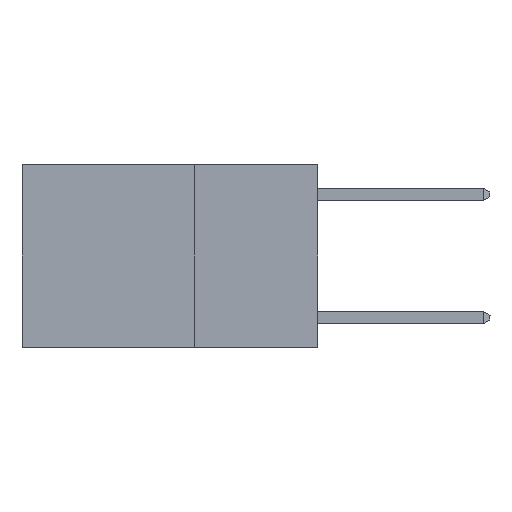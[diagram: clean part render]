
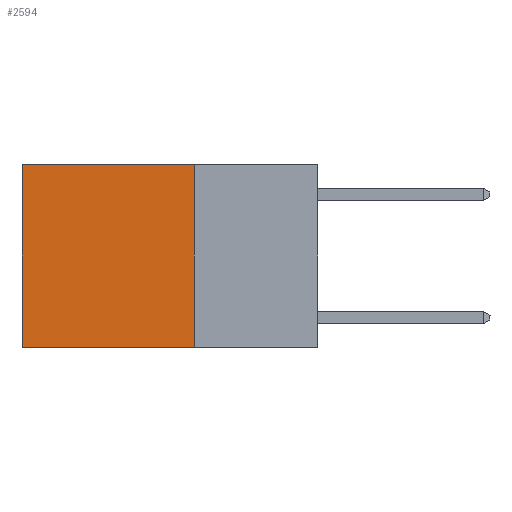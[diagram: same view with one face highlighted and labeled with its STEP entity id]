
A CAD part, left-side view. The second image highlights one B-rep face of the part: STEP entity #2594.
In plain terms, the highlighted planar face has unit normal (-1, 0, 0).
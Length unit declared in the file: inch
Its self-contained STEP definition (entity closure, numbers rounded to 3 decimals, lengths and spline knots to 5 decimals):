
#233 = LINE ( 'NONE', #7974, #2415 ) ;
#243 = ORIENTED_EDGE ( 'NONE', *, *, #9798, .F. ) ;
#572 = VERTEX_POINT ( 'NONE', #10019 ) ;
#773 = PLANE ( 'NONE',  #9198 ) ;
#1326 = VERTEX_POINT ( 'NONE', #7074 ) ;
#1512 = EDGE_LOOP ( 'NONE', ( #3111, #6125, #243, #7094 ) ) ;
#1651 = VERTEX_POINT ( 'NONE', #9299 ) ;
#1858 = DIRECTION ( 'NONE',  ( 0., 1., 0. ) ) ;
#1894 = LINE ( 'NONE', #4837, #7720 ) ;
#1931 = DIRECTION ( 'NONE',  ( 0., 1., 0. ) ) ;
#2072 = CARTESIAN_POINT ( 'NONE',  ( 0.2625, 0.25, 0. ) ) ;
#2415 = VECTOR ( 'NONE', #1931, 39.37008 ) ;
#2594 = ADVANCED_FACE ( 'NONE', ( #4010 ), #773, .F. ) ;
#2601 = DIRECTION ( 'NONE',  ( 0., 0., -1. ) ) ;
#2644 = VERTEX_POINT ( 'NONE', #7224 ) ;
#2886 = DIRECTION ( 'NONE',  ( 0., 0., -1. ) ) ;
#3055 = VECTOR ( 'NONE', #2886, 39.37008 ) ;
#3111 = ORIENTED_EDGE ( 'NONE', *, *, #3775, .T. ) ;
#3775 = EDGE_CURVE ( 'NONE', #2644, #1326, #1894, .T. ) ;
#4010 = FACE_OUTER_BOUND ( 'NONE', #1512, .T. ) ;
#4035 = DIRECTION ( 'NONE',  ( 0., 0., -1. ) ) ;
#4093 = CARTESIAN_POINT ( 'NONE',  ( 0.2625, 0.25, 0. ) ) ;
#4837 = CARTESIAN_POINT ( 'NONE',  ( 0.2625, 0.6, 0. ) ) ;
#6125 = ORIENTED_EDGE ( 'NONE', *, *, #9682, .F. ) ;
#7034 = LINE ( 'NONE', #2072, #3055 ) ;
#7074 = CARTESIAN_POINT ( 'NONE',  ( 0.2625, 0.6, -0.37 ) ) ;
#7094 = ORIENTED_EDGE ( 'NONE', *, *, #8719, .T. ) ;
#7098 = DIRECTION ( 'NONE',  ( 1., 0., 0. ) ) ;
#7224 = CARTESIAN_POINT ( 'NONE',  ( 0.2625, 0.6, 0. ) ) ;
#7382 = LINE ( 'NONE', #10153, #9094 ) ;
#7720 = VECTOR ( 'NONE', #4035, 39.37008 ) ;
#7974 = CARTESIAN_POINT ( 'NONE',  ( 0.2625, 0.25, -0.37 ) ) ;
#8719 = EDGE_CURVE ( 'NONE', #1651, #2644, #7382, .T. ) ;
#9094 = VECTOR ( 'NONE', #1858, 39.37008 ) ;
#9198 = AXIS2_PLACEMENT_3D ( 'NONE', #4093, #7098, #2601 ) ;
#9299 = CARTESIAN_POINT ( 'NONE',  ( 0.2625, 0.25, 0. ) ) ;
#9682 = EDGE_CURVE ( 'NONE', #572, #1326, #233, .T. ) ;
#9798 = EDGE_CURVE ( 'NONE', #1651, #572, #7034, .T. ) ;
#10019 = CARTESIAN_POINT ( 'NONE',  ( 0.2625, 0.25, -0.37 ) ) ;
#10153 = CARTESIAN_POINT ( 'NONE',  ( 0.2625, 0.25, 0. ) ) ;
